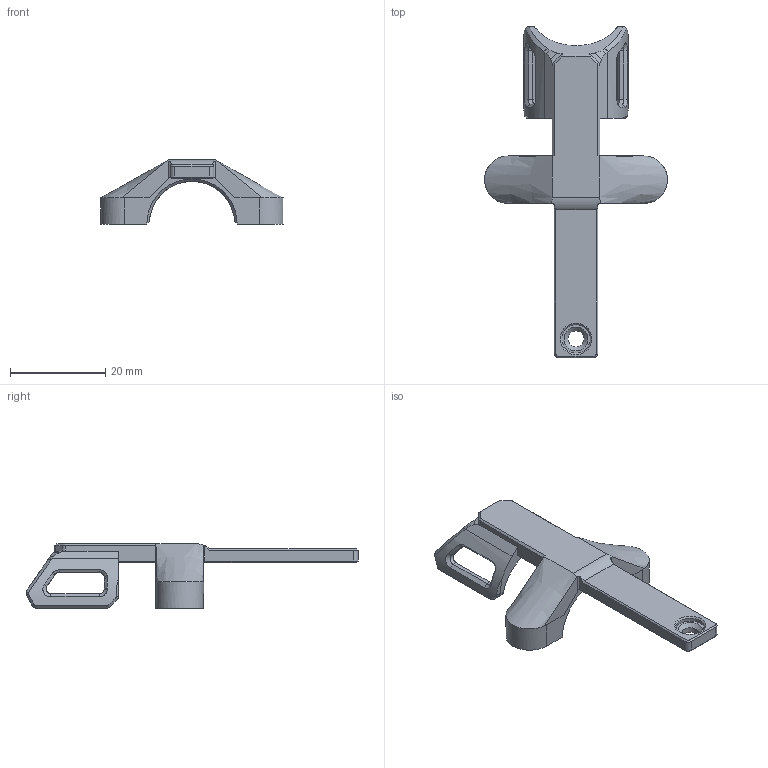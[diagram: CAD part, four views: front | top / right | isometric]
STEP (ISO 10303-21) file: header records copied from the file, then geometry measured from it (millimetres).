
FILE_DESCRIPTION(/* description */ (''),/* implementation_level */ '2;1');
FILE_NAME(/* name */ 'Mammoth-Main-Duct-TwoPart2.step',/* time_stamp */ '2023-06-10T23:48:04+02:00',/* author */ (''),/* organization */ (''),/* preprocessor_version */ 'ST-DEVELOPER v19.2',/* originating_system */ 'Autodesk Translation Framework v12.6.0.85',/* authorisation */ '');
FILE_SCHEMA (('AUTOMOTIVE_DESIGN { 1 0 10303 214 3 1 1 }'));
Length unit declared in the file: millimetre
Products named in the file (2): Mammoth_V3-Two_Parts; Mammoth Part2
Assembly tree (1 placements, depth 2):
  Mammoth_V3-Two_Parts
    Mammoth Part2
Bounding box: 38.48 x 69.84 x 13.5 mm (x, y, z)
Volume: 4855.1 mm3; surface area: 3730.6 mm2
Topology: 1 solids, 1 shells, 227 faces, 584 edges, 362 vertices
Faces by surface type: bspline 95, plane 76, cylinder 37, cone 19
Full cylindrical faces by diameter (mm): 3.4 x1, 4.7 x2, 6 x1
Entity records: 11112 total; most frequent: CARTESIAN_POINT 4966, ORIENTED_EDGE 1168, DIRECTION 807, EDGE_CURVE 584, VERTEX_POINT 362, LINE 297, VECTOR 297, AXIS2_PLACEMENT_3D 255
